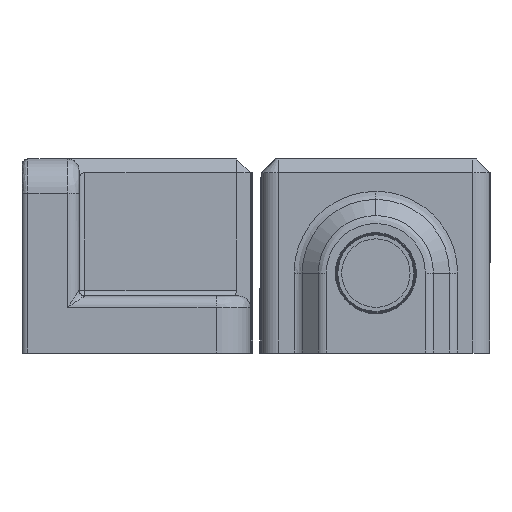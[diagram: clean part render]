
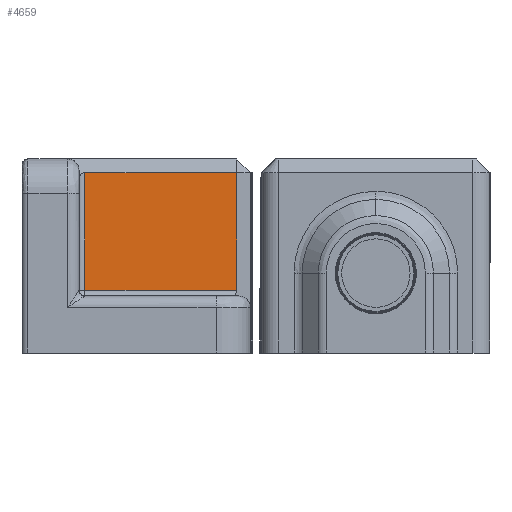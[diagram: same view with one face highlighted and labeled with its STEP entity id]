
A CAD part, front view. The second image highlights one B-rep face of the part: STEP entity #4659.
In plain terms, the highlighted face is planar.
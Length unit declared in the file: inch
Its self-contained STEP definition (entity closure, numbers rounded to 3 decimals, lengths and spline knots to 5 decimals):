
#53 = LINE ( 'NONE', #4006, #2798 ) ;
#202 = EDGE_CURVE ( 'NONE', #3688, #6245, #6591, .T. ) ;
#346 = DIRECTION ( 'NONE',  ( 0., -1., 0. ) ) ;
#373 = DIRECTION ( 'NONE',  ( 0., 0., -1. ) ) ;
#403 = FACE_OUTER_BOUND ( 'NONE', #4148, .T. ) ;
#1098 = ORIENTED_EDGE ( 'NONE', *, *, #1842, .T. ) ;
#1222 = VECTOR ( 'NONE', #373, 39.37008 ) ;
#1572 = ORIENTED_EDGE ( 'NONE', *, *, #5103, .F. ) ;
#1606 = CARTESIAN_POINT ( 'NONE',  ( 0.17717, 2.51969, 0.62205 ) ) ;
#1842 = EDGE_CURVE ( 'NONE', #6245, #6481, #4209, .T. ) ;
#2560 = DIRECTION ( 'NONE',  ( 1., 0., 0. ) ) ;
#2798 = VECTOR ( 'NONE', #4104, 39.37008 ) ;
#2939 = CARTESIAN_POINT ( 'NONE',  ( -0.3937, 2.51969, 0.66929 ) ) ;
#3348 = EDGE_CURVE ( 'NONE', #4818, #3688, #4706, .T. ) ;
#3387 = ORIENTED_EDGE ( 'NONE', *, *, #202, .T. ) ;
#3541 = CARTESIAN_POINT ( 'NONE',  ( 0.17717, 2.51969, 0.19685 ) ) ;
#3585 = CARTESIAN_POINT ( 'NONE',  ( -0.3937, 2.51969, 0.62205 ) ) ;
#3688 = VERTEX_POINT ( 'NONE', #4457 ) ;
#3790 = VECTOR ( 'NONE', #2560, 39.37008 ) ;
#4006 = CARTESIAN_POINT ( 'NONE',  ( -0.3937, 2.51969, 0.21654 ) ) ;
#4013 = DIRECTION ( 'NONE',  ( 0., 0., 1. ) ) ;
#4104 = DIRECTION ( 'NONE',  ( 1., 0., 0. ) ) ;
#4148 = EDGE_LOOP ( 'NONE', ( #1572, #5333, #3387, #1098 ) ) ;
#4209 = LINE ( 'NONE', #3541, #1222 ) ;
#4457 = CARTESIAN_POINT ( 'NONE',  ( -0.34646, 2.51969, 0.62205 ) ) ;
#4562 = CARTESIAN_POINT ( 'NONE',  ( -0.34646, 2.51969, 0.66929 ) ) ;
#4659 = ADVANCED_FACE ( 'NONE', ( #403 ), #5027, .F. ) ;
#4706 = LINE ( 'NONE', #4562, #5798 ) ;
#4818 = VERTEX_POINT ( 'NONE', #6319 ) ;
#5027 = PLANE ( 'NONE',  #5246 ) ;
#5103 = EDGE_CURVE ( 'NONE', #4818, #6481, #53, .T. ) ;
#5246 = AXIS2_PLACEMENT_3D ( 'NONE', #2939, #346, #6688 ) ;
#5333 = ORIENTED_EDGE ( 'NONE', *, *, #3348, .T. ) ;
#5798 = VECTOR ( 'NONE', #4013, 39.37008 ) ;
#6130 = CARTESIAN_POINT ( 'NONE',  ( 0.17717, 2.51969, 0.21654 ) ) ;
#6245 = VERTEX_POINT ( 'NONE', #1606 ) ;
#6319 = CARTESIAN_POINT ( 'NONE',  ( -0.34646, 2.51969, 0.21654 ) ) ;
#6481 = VERTEX_POINT ( 'NONE', #6130 ) ;
#6591 = LINE ( 'NONE', #3585, #3790 ) ;
#6688 = DIRECTION ( 'NONE',  ( 0., 0., -1. ) ) ;
